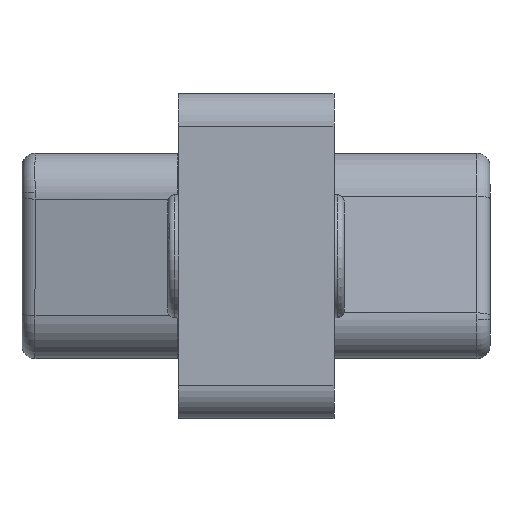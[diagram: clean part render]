
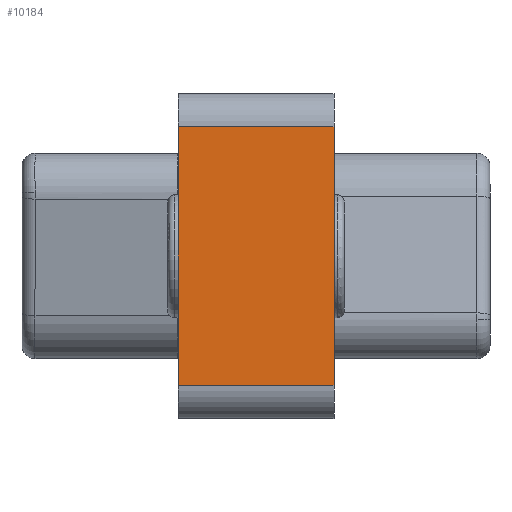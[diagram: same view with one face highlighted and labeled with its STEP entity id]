
A CAD part, left-side view. The second image highlights one B-rep face of the part: STEP entity #10184.
In plain terms, the highlighted planar face has unit normal (-1, 0, 0).
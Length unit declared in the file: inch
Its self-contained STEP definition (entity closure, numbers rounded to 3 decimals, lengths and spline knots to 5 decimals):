
#158 = LINE ( 'NONE', #25935, #160 ) ;
#160 = VECTOR ( 'NONE', #25936, 39.37008 ) ;
#177 = LINE ( 'NONE', #26000, #181 ) ;
#178 = LINE ( 'NONE', #25993, #183 ) ;
#181 = VECTOR ( 'NONE', #26005, 39.37008 ) ;
#182 = LINE ( 'NONE', #26008, #185 ) ;
#183 = VECTOR ( 'NONE', #26007, 39.37008 ) ;
#185 = VECTOR ( 'NONE', #26009, 39.37008 ) ;
#1660 = VERTEX_POINT ( 'NONE', #12363 ) ;
#1670 = VERTEX_POINT ( 'NONE', #12378 ) ;
#1851 = VERTEX_POINT ( 'NONE', #12648 ) ;
#2798 = CARTESIAN_POINT ( 'NONE',  ( -0.61024, -0.11811, -0.19606 ) ) ;
#4104 = ORIENTED_EDGE ( 'NONE', *, *, #11471, .T. ) ;
#4106 = ORIENTED_EDGE ( 'NONE', *, *, #11470, .T. ) ;
#4107 = ORIENTED_EDGE ( 'NONE', *, *, #11472, .T. ) ;
#4109 = ORIENTED_EDGE ( 'NONE', *, *, #11456, .F. ) ;
#8924 = EDGE_LOOP ( 'NONE', ( #4106, #4104, #4109, #4107 ) ) ;
#9064 = AXIS2_PLACEMENT_3D ( 'NONE', #20369, #20373, #20374 ) ;
#10184 = ADVANCED_FACE ( 'NONE', ( #19946 ), #20371, .F. ) ;
#11456 = EDGE_CURVE ( 'NONE', #1670, #1660, #158, .T. ) ;
#11470 = EDGE_CURVE ( 'NONE', #18384, #1851, #177, .T. ) ;
#11471 = EDGE_CURVE ( 'NONE', #1851, #1660, #178, .T. ) ;
#11472 = EDGE_CURVE ( 'NONE', #1670, #18384, #182, .T. ) ;
#12363 = CARTESIAN_POINT ( 'NONE',  ( -0.61024, 0.11811, 0.19606 ) ) ;
#12378 = CARTESIAN_POINT ( 'NONE',  ( -0.61024, 0.11811, -0.19606 ) ) ;
#12648 = CARTESIAN_POINT ( 'NONE',  ( -0.61024, -0.11811, 0.19606 ) ) ;
#18384 = VERTEX_POINT ( 'NONE', #2798 ) ;
#19946 = FACE_OUTER_BOUND ( 'NONE', #8924, .T. ) ;
#20369 = CARTESIAN_POINT ( 'NONE',  ( -0.61024, 0.11811, 0.24606 ) ) ;
#20371 = PLANE ( 'NONE',  #9064 ) ;
#20373 = DIRECTION ( 'NONE',  ( 1., 0., 0. ) ) ;
#20374 = DIRECTION ( 'NONE',  ( 0., 0., -1. ) ) ;
#25935 = CARTESIAN_POINT ( 'NONE',  ( -0.61024, 0.11811, 0.24606 ) ) ;
#25936 = DIRECTION ( 'NONE',  ( 0., 0., 1. ) ) ;
#25993 = CARTESIAN_POINT ( 'NONE',  ( -0.61024, 0.11811, 0.19606 ) ) ;
#26000 = CARTESIAN_POINT ( 'NONE',  ( -0.61024, -0.11811, 0.24606 ) ) ;
#26005 = DIRECTION ( 'NONE',  ( 0., 0., 1. ) ) ;
#26007 = DIRECTION ( 'NONE',  ( 0., 1., 0. ) ) ;
#26008 = CARTESIAN_POINT ( 'NONE',  ( -0.61024, 0.11811, -0.19606 ) ) ;
#26009 = DIRECTION ( 'NONE',  ( 0., -1., 0. ) ) ;
